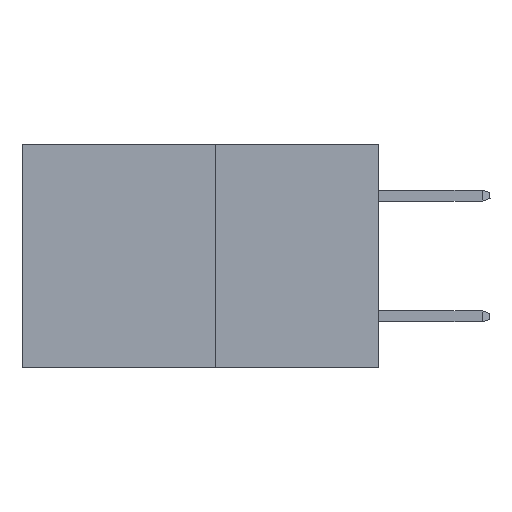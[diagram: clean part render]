
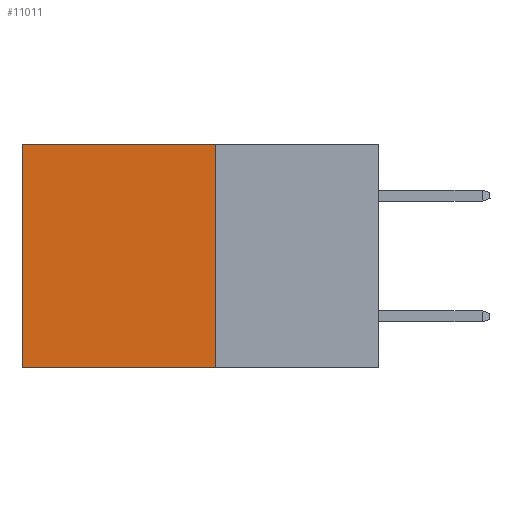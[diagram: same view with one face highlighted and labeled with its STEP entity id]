
A CAD part, left-side view. The second image highlights one B-rep face of the part: STEP entity #11011.
In plain terms, the highlighted planar face has unit normal (-1, 0, 0).
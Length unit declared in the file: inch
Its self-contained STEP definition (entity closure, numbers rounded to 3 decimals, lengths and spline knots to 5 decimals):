
#850 = DIRECTION ( 'NONE',  ( 0., 1., 0. ) ) ;
#925 = CARTESIAN_POINT ( 'NONE',  ( 0.277, 0.27, -0.37 ) ) ;
#1249 = CARTESIAN_POINT ( 'NONE',  ( 0.277, 0.59, 0. ) ) ;
#1320 = VERTEX_POINT ( 'NONE', #925 ) ;
#1813 = ORIENTED_EDGE ( 'NONE', *, *, #17126, .T. ) ;
#2237 = CARTESIAN_POINT ( 'NONE',  ( 0.277, 0.27, -0.37 ) ) ;
#3116 = ORIENTED_EDGE ( 'NONE', *, *, #21454, .T. ) ;
#3590 = CARTESIAN_POINT ( 'NONE',  ( 0.277, 0.27, 0. ) ) ;
#3855 = FACE_OUTER_BOUND ( 'NONE', #25939, .T. ) ;
#4324 = DIRECTION ( 'NONE',  ( 0., 0., -1. ) ) ;
#4336 = AXIS2_PLACEMENT_3D ( 'NONE', #2237, #16909, #4324 ) ;
#5698 = DIRECTION ( 'NONE',  ( 0., 1., 0. ) ) ;
#6655 = LINE ( 'NONE', #18244, #22697 ) ;
#6882 = VERTEX_POINT ( 'NONE', #18126 ) ;
#7029 = CARTESIAN_POINT ( 'NONE',  ( 0.277, 0.59, -0.37 ) ) ;
#7391 = ORIENTED_EDGE ( 'NONE', *, *, #18237, .F. ) ;
#9807 = DIRECTION ( 'NONE',  ( 0., 0., -1. ) ) ;
#10124 = VECTOR ( 'NONE', #9807, 39.37008 ) ;
#10802 = LINE ( 'NONE', #24371, #10124 ) ;
#11011 = ADVANCED_FACE ( 'NONE', ( #3855 ), #14789, .F. ) ;
#13627 = ORIENTED_EDGE ( 'NONE', *, *, #22161, .F. ) ;
#14789 = PLANE ( 'NONE',  #4336 ) ;
#15488 = CARTESIAN_POINT ( 'NONE',  ( 0.277, 0.27, -0.37 ) ) ;
#16909 = DIRECTION ( 'NONE',  ( 1., 0., 0. ) ) ;
#16950 = VERTEX_POINT ( 'NONE', #7029 ) ;
#17126 = EDGE_CURVE ( 'NONE', #24218, #16950, #10802, .T. ) ;
#18126 = CARTESIAN_POINT ( 'NONE',  ( 0.277, 0.27, 0. ) ) ;
#18237 = EDGE_CURVE ( 'NONE', #1320, #16950, #26738, .T. ) ;
#18244 = CARTESIAN_POINT ( 'NONE',  ( 0.277, 0.27, -0.37 ) ) ;
#18882 = VECTOR ( 'NONE', #5698, 39.37008 ) ;
#19534 = LINE ( 'NONE', #3590, #18882 ) ;
#20323 = DIRECTION ( 'NONE',  ( 0., 0., -1. ) ) ;
#21454 = EDGE_CURVE ( 'NONE', #6882, #24218, #19534, .T. ) ;
#22161 = EDGE_CURVE ( 'NONE', #6882, #1320, #6655, .T. ) ;
#22697 = VECTOR ( 'NONE', #20323, 39.37008 ) ;
#24218 = VERTEX_POINT ( 'NONE', #1249 ) ;
#24371 = CARTESIAN_POINT ( 'NONE',  ( 0.277, 0.59, -0.37 ) ) ;
#25939 = EDGE_LOOP ( 'NONE', ( #1813, #7391, #13627, #3116 ) ) ;
#26097 = VECTOR ( 'NONE', #850, 39.37008 ) ;
#26738 = LINE ( 'NONE', #15488, #26097 ) ;
